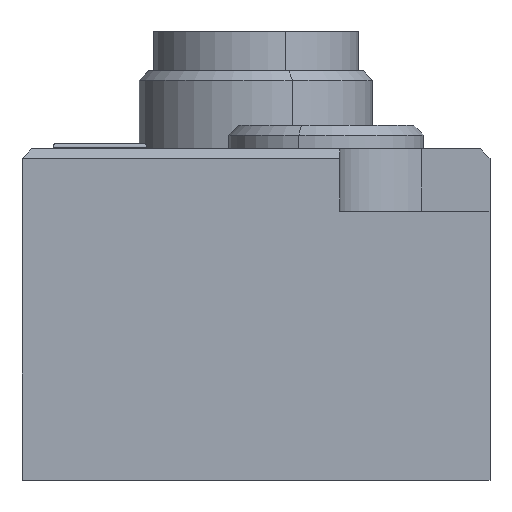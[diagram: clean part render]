
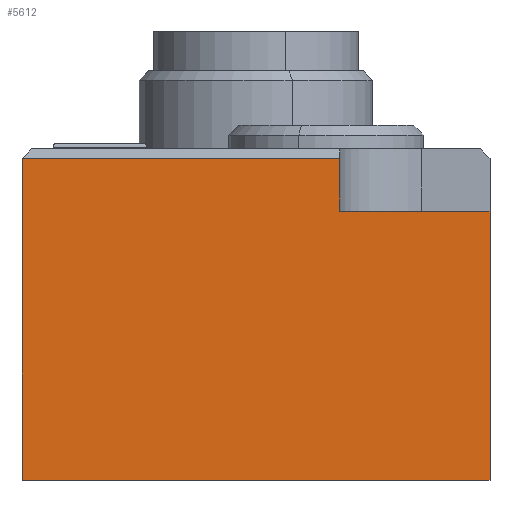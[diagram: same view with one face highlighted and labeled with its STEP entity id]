
A CAD part, front view. The second image highlights one B-rep face of the part: STEP entity #5612.
In plain terms, the highlighted planar face has unit normal (0, -1, 0).
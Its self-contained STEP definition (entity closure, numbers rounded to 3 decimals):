
#5583=AXIS2_PLACEMENT_3D('Plane Axis2P3D',#5580,#5581,#5582) ;
#5259=CARTESIAN_POINT('Vertex',(0.,0.,16.5)) ;
#5282=CARTESIAN_POINT('Vertex',(0.,0.,0.)) ;
#5285=CARTESIAN_POINT('Line Origine',(0.,0.,8.25)) ;
#5454=CARTESIAN_POINT('Line Origine',(12.,0.,0.)) ;
#5458=CARTESIAN_POINT('Vertex',(24.,0.,0.)) ;
#5539=CARTESIAN_POINT('Vertex',(24.,0.,13.8)) ;
#5542=CARTESIAN_POINT('Line Origine',(24.,0.,6.9)) ;
#5580=CARTESIAN_POINT('Axis2P3D Location',(0.,0.,0.)) ;
#5585=CARTESIAN_POINT('Line Origine',(8.15,0.,16.5)) ;
#5589=CARTESIAN_POINT('Vertex',(16.3,0.,16.5)) ;
#5592=CARTESIAN_POINT('Line Origine',(20.15,0.,13.8)) ;
#5596=CARTESIAN_POINT('Vertex',(16.3,0.,13.8)) ;
#5599=CARTESIAN_POINT('Line Origine',(16.3,0.,15.15)) ;
#5286=DIRECTION('Vector Direction',(0.,0.,1.)) ;
#5455=DIRECTION('Vector Direction',(1.,0.,0.)) ;
#5543=DIRECTION('Vector Direction',(0.,0.,1.)) ;
#5581=DIRECTION('Axis2P3D Direction',(0.,-1.,0.)) ;
#5582=DIRECTION('Axis2P3D XDirection',(1.,0.,0.)) ;
#5586=DIRECTION('Vector Direction',(-1.,0.,0.)) ;
#5593=DIRECTION('Vector Direction',(1.,0.,0.)) ;
#5600=DIRECTION('Vector Direction',(0.,0.,-1.)) ;
#5287=VECTOR('Line Direction',#5286,1.) ;
#5456=VECTOR('Line Direction',#5455,1.) ;
#5544=VECTOR('Line Direction',#5543,1.) ;
#5587=VECTOR('Line Direction',#5586,1.) ;
#5594=VECTOR('Line Direction',#5593,1.) ;
#5601=VECTOR('Line Direction',#5600,1.) ;
#5605=ORIENTED_EDGE('',*,*,#5591,.T.) ;
#5606=ORIENTED_EDGE('',*,*,#5289,.F.) ;
#5607=ORIENTED_EDGE('',*,*,#5460,.T.) ;
#5608=ORIENTED_EDGE('',*,*,#5546,.T.) ;
#5609=ORIENTED_EDGE('',*,*,#5598,.F.) ;
#5610=ORIENTED_EDGE('',*,*,#5603,.F.) ;
#5612=ADVANCED_FACE('Hauptk\X2\00F6\X0\rper',(#5611),#5584,.T.) ;
#5289=EDGE_CURVE('',#5283,#5260,#5288,.T.) ;
#5460=EDGE_CURVE('',#5283,#5459,#5457,.T.) ;
#5546=EDGE_CURVE('',#5459,#5540,#5545,.T.) ;
#5591=EDGE_CURVE('',#5590,#5260,#5588,.T.) ;
#5598=EDGE_CURVE('',#5597,#5540,#5595,.T.) ;
#5603=EDGE_CURVE('',#5590,#5597,#5602,.T.) ;
#5604=EDGE_LOOP('',(#5605,#5606,#5607,#5608,#5609,#5610)) ;
#5611=FACE_OUTER_BOUND('',#5604,.T.) ;
#5288=LINE('Line',#5285,#5287) ;
#5457=LINE('Line',#5454,#5456) ;
#5545=LINE('Line',#5542,#5544) ;
#5588=LINE('Line',#5585,#5587) ;
#5595=LINE('Line',#5592,#5594) ;
#5602=LINE('Line',#5599,#5601) ;
#5584=PLANE('',#5583) ;
#5260=VERTEX_POINT('',#5259) ;
#5283=VERTEX_POINT('',#5282) ;
#5459=VERTEX_POINT('',#5458) ;
#5540=VERTEX_POINT('',#5539) ;
#5590=VERTEX_POINT('',#5589) ;
#5597=VERTEX_POINT('',#5596) ;
